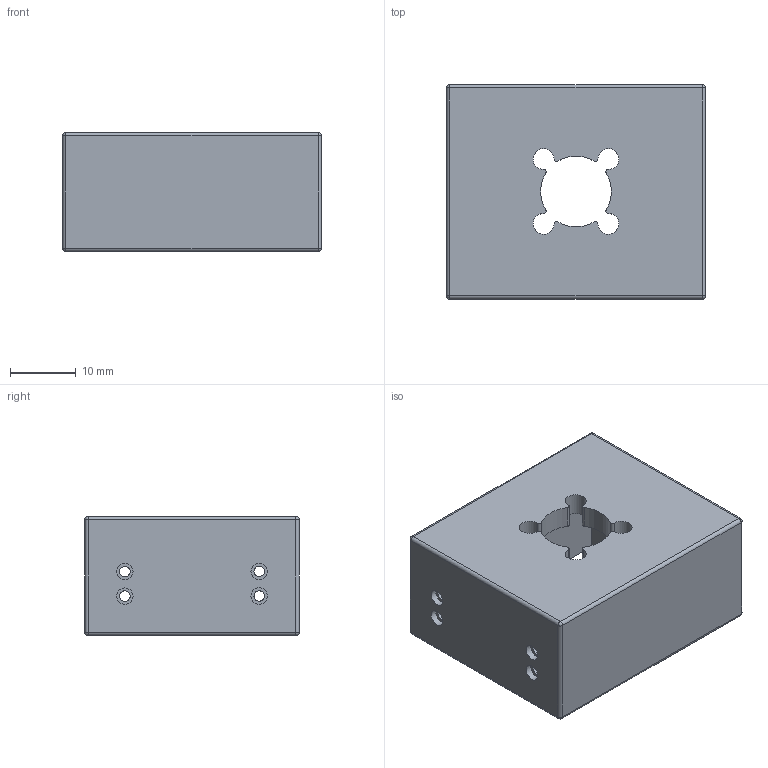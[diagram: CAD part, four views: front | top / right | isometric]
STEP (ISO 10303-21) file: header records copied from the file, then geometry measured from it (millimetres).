
FILE_DESCRIPTION(('FreeCAD Model'),'2;1');
FILE_NAME('Open CASCADE Shape Model','2025-12-09T16:46:08',(''),(''), 'Open CASCADE STEP processor 7.8','FreeCAD','Unknown');
FILE_SCHEMA(('AUTOMOTIVE_DESIGN { 1 0 10303 214 1 1 1 1 }'));
Length unit declared in the file: millimetre
Products named in the file (1): Fillet
Bounding box: 39.52 x 32.73 x 18.12 mm (x, y, z)
Volume: 10177.6 mm3; surface area: 6971.6 mm2
Topology: 1 solids, 1 shells, 81 faces, 200 edges, 120 vertices
Faces by surface type: cylinder 44, plane 29, sphere 8
Full cylindrical faces by diameter (mm): 1.6 x8, 2.5 x8
Entity records: 2404 total; most frequent: DIRECTION 448, CARTESIAN_POINT 394, ORIENTED_EDGE 384, EDGE_CURVE 192, AXIS2_PLACEMENT_3D 174, VERTEX_POINT 120, FACE_BOUND 106, EDGE_LOOP 106
